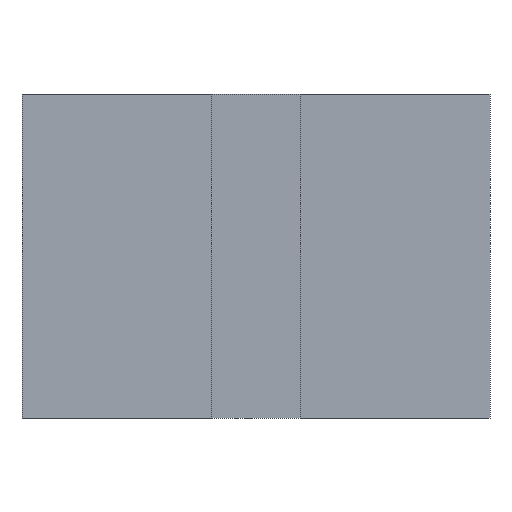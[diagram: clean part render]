
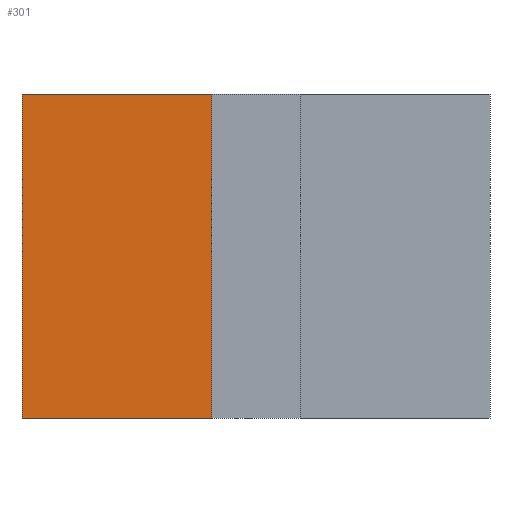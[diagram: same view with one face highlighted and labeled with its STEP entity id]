
A CAD part, front view. The second image highlights one B-rep face of the part: STEP entity #301.
In plain terms, the highlighted planar face has unit normal (0, -1, 0).
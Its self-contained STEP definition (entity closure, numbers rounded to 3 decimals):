
#22=FACE_OUTER_BOUND('',#40,.T.);
#40=EDGE_LOOP('',(#208,#209,#210,#211));
#64=LINE('',#439,#100);
#65=LINE('',#441,#101);
#66=LINE('',#443,#102);
#67=LINE('',#444,#103);
#100=VECTOR('',#363,2.9);
#101=VECTOR('',#364,4.95);
#102=VECTOR('',#365,2.9);
#103=VECTOR('',#366,4.95);
#132=VERTEX_POINT('',#437);
#133=VERTEX_POINT('',#438);
#134=VERTEX_POINT('',#440);
#135=VERTEX_POINT('',#442);
#160=EDGE_CURVE('',#132,#133,#64,.T.);
#161=EDGE_CURVE('',#132,#134,#65,.T.);
#162=EDGE_CURVE('',#135,#134,#66,.T.);
#163=EDGE_CURVE('',#133,#135,#67,.T.);
#208=ORIENTED_EDGE('',*,*,#160,.F.);
#209=ORIENTED_EDGE('',*,*,#161,.T.);
#210=ORIENTED_EDGE('',*,*,#162,.F.);
#211=ORIENTED_EDGE('',*,*,#163,.F.);
#262=PLANE('',#323);
#301=ADVANCED_FACE('',(#22),#262,.T.);
#323=AXIS2_PLACEMENT_3D('',#436,#361,#362);
#361=DIRECTION('center_axis',(0.,-1.,0.));
#362=DIRECTION('ref_axis',(-1.,0.,0.));
#363=DIRECTION('',(1.,0.,0.));
#364=DIRECTION('',(0.,0.,-1.));
#365=DIRECTION('',(-1.,0.,0.));
#366=DIRECTION('',(0.,0.,-1.));
#436=CARTESIAN_POINT('Origin',(2.9,-0.65,4.95));
#437=CARTESIAN_POINT('',(0.,-0.65,4.95));
#438=CARTESIAN_POINT('',(2.9,-0.65,4.95));
#439=CARTESIAN_POINT('',(0.,-0.65,4.95));
#440=CARTESIAN_POINT('',(0.,-0.65,0.));
#441=CARTESIAN_POINT('',(0.,-0.65,4.95));
#442=CARTESIAN_POINT('',(2.9,-0.65,0.));
#443=CARTESIAN_POINT('',(0.,-0.65,0.));
#444=CARTESIAN_POINT('',(2.9,-0.65,4.95));
